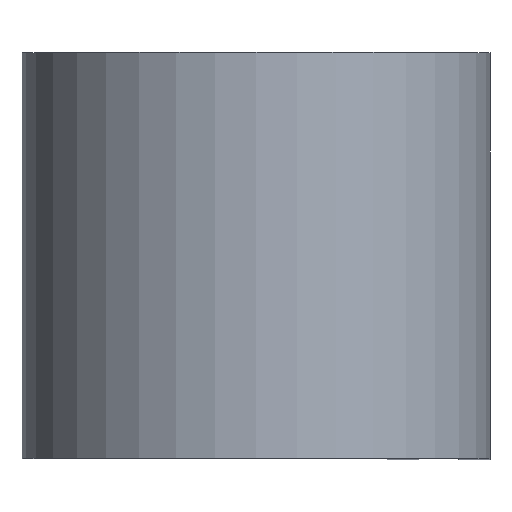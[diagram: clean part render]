
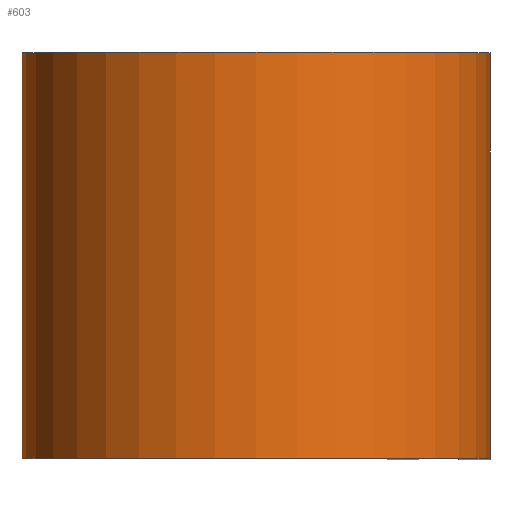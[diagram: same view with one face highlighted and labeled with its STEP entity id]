
A CAD part, top view. The second image highlights one B-rep face of the part: STEP entity #603.
In plain terms, the highlighted cylindrical face has radius 9.157 mm (diameter 18.313 mm), a partial arc.
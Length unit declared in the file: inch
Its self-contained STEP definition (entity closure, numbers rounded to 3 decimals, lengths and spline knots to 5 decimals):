
#18 = CARTESIAN_POINT ( 'NONE',  ( 0., 0.3125, 0. ) ) ;
#20 = VECTOR ( 'NONE', #396, 39.37008 ) ;
#34 = LINE ( 'NONE', #446, #20 ) ;
#48 = DIRECTION ( 'NONE',  ( 0., 1., 0. ) ) ;
#54 = DIRECTION ( 'NONE',  ( 0., 0., -1. ) ) ;
#79 = DIRECTION ( 'NONE',  ( 1., 0., 0. ) ) ;
#91 = EDGE_CURVE ( 'NONE', #351, #620, #282, .T. ) ;
#121 = CARTESIAN_POINT ( 'NONE',  ( 0., -0.3125, 0. ) ) ;
#123 = FACE_OUTER_BOUND ( 'NONE', #381, .T. ) ;
#156 = AXIS2_PLACEMENT_3D ( 'NONE', #121, #456, #172 ) ;
#172 = DIRECTION ( 'NONE',  ( 1., 0., 0. ) ) ;
#183 = VECTOR ( 'NONE', #443, 39.37008 ) ;
#218 = CARTESIAN_POINT ( 'NONE',  ( 0.3605, 0.3125, 0. ) ) ;
#282 = CIRCLE ( 'NONE', #301, 0.3605 ) ;
#290 = CARTESIAN_POINT ( 'NONE',  ( 0.3605, 0.3125, 0. ) ) ;
#301 = AXIS2_PLACEMENT_3D ( 'NONE', #18, #48, #79 ) ;
#303 = LINE ( 'NONE', #290, #183 ) ;
#332 = CARTESIAN_POINT ( 'NONE',  ( 0.3605, -0.3125, 0. ) ) ;
#341 = CARTESIAN_POINT ( 'NONE',  ( 0., -0.3125, -0.3605 ) ) ;
#343 = VERTEX_POINT ( 'NONE', #332 ) ;
#351 = VERTEX_POINT ( 'NONE', #379 ) ;
#352 = ORIENTED_EDGE ( 'NONE', *, *, #91, .F. ) ;
#364 = ORIENTED_EDGE ( 'NONE', *, *, #442, .F. ) ;
#365 = EDGE_CURVE ( 'NONE', #351, #548, #34, .T. ) ;
#379 = CARTESIAN_POINT ( 'NONE',  ( 0., 0.3125, -0.3605 ) ) ;
#381 = EDGE_LOOP ( 'NONE', ( #522, #364, #352, #507 ) ) ;
#396 = DIRECTION ( 'NONE',  ( 0., -1., 0. ) ) ;
#398 = CIRCLE ( 'NONE', #156, 0.3605 ) ;
#402 = CARTESIAN_POINT ( 'NONE',  ( 0., 0.3125, 0. ) ) ;
#442 = EDGE_CURVE ( 'NONE', #620, #343, #303, .T. ) ;
#443 = DIRECTION ( 'NONE',  ( 0., -1., 0. ) ) ;
#445 = AXIS2_PLACEMENT_3D ( 'NONE', #402, #582, #54 ) ;
#446 = CARTESIAN_POINT ( 'NONE',  ( 0., 0.3125, -0.3605 ) ) ;
#456 = DIRECTION ( 'NONE',  ( 0., 1., 0. ) ) ;
#498 = CYLINDRICAL_SURFACE ( 'NONE', #445, 0.3605 ) ;
#507 = ORIENTED_EDGE ( 'NONE', *, *, #365, .T. ) ;
#514 = EDGE_CURVE ( 'NONE', #548, #343, #398, .T. ) ;
#522 = ORIENTED_EDGE ( 'NONE', *, *, #514, .T. ) ;
#548 = VERTEX_POINT ( 'NONE', #341 ) ;
#582 = DIRECTION ( 'NONE',  ( 0., -1., 0. ) ) ;
#603 = ADVANCED_FACE ( 'NONE', ( #123 ), #498, .T. ) ;
#620 = VERTEX_POINT ( 'NONE', #218 ) ;
